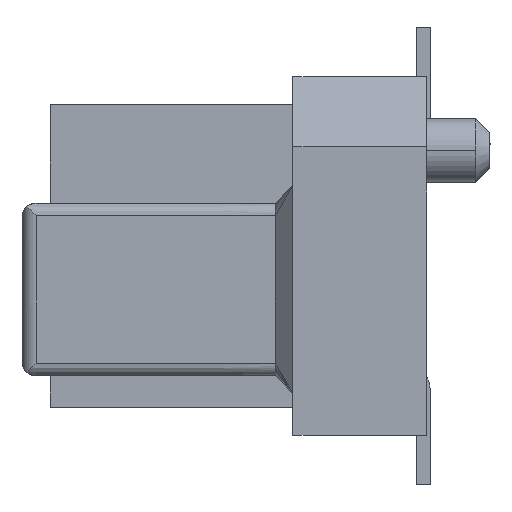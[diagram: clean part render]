
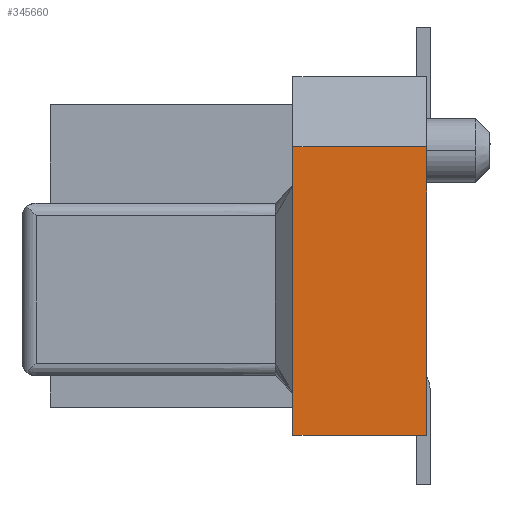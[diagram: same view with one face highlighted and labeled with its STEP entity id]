
A CAD part, left-side view. The second image highlights one B-rep face of the part: STEP entity #345660.
In plain terms, the highlighted planar face has unit normal (-1, 0, 0).
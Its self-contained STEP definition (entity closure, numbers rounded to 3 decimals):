
#52370=CARTESIAN_POINT('',(6.,4.9,1.55));
#52380=VERTEX_POINT('',#52370);
#52410=CARTESIAN_POINT('',(6.,4.9,0.));
#52420=DIRECTION('',(0.,0.,-1.));
#52430=VECTOR('',#52420,1.);
#52440=LINE('',#52410,#52430);
#52450=CARTESIAN_POINT('',(6.,4.9,-2.55));
#52460=VERTEX_POINT('',#52450);
#52470=EDGE_CURVE('',#52380,#52460,#52440,.T.);
#237120=CARTESIAN_POINT('',(6.,3.,-2.55));
#237130=VERTEX_POINT('',#237120);
#237290=CARTESIAN_POINT('',(6.,1.,-2.55));
#237300=DIRECTION('',(0.,1.,0.));
#237310=VECTOR('',#237300,1.);
#237320=LINE('',#237290,#237310);
#237330=EDGE_CURVE('',#237130,#52460,#237320,.T.);
#345430=CARTESIAN_POINT('',(6.,4.45,-0.5));
#345440=DIRECTION('',(-1.,0.,0.));
#345450=DIRECTION('',(0.,1.,0.));
#345460=AXIS2_PLACEMENT_3D('',#345430,#345440,#345450);
#345470=PLANE('',#345460);
#345480=ORIENTED_EDGE('',*,*,#52470,.T.);
#345490=CARTESIAN_POINT('',(6.,1.,1.55));
#345500=DIRECTION('',(0.,1.,0.));
#345510=VECTOR('',#345500,1.);
#345520=LINE('',#345490,#345510);
#345530=CARTESIAN_POINT('',(6.,3.,1.55));
#345540=VERTEX_POINT('',#345530);
#345550=EDGE_CURVE('',#345540,#52380,#345520,.T.);
#345560=ORIENTED_EDGE('',*,*,#345550,.T.);
#345570=CARTESIAN_POINT('',(6.,3.,0.));
#345580=DIRECTION('',(0.,0.,-1.));
#345590=VECTOR('',#345580,1.);
#345600=LINE('',#345570,#345590);
#345610=EDGE_CURVE('',#345540,#237130,#345600,.T.);
#345620=ORIENTED_EDGE('',*,*,#345610,.F.);
#345630=ORIENTED_EDGE('',*,*,#237330,.F.);
#345640=EDGE_LOOP('',(#345630,#345620,#345560,#345480));
#345650=FACE_OUTER_BOUND('',#345640,.T.);
#345660=ADVANCED_FACE('',(#345650),#345470,.T.);
